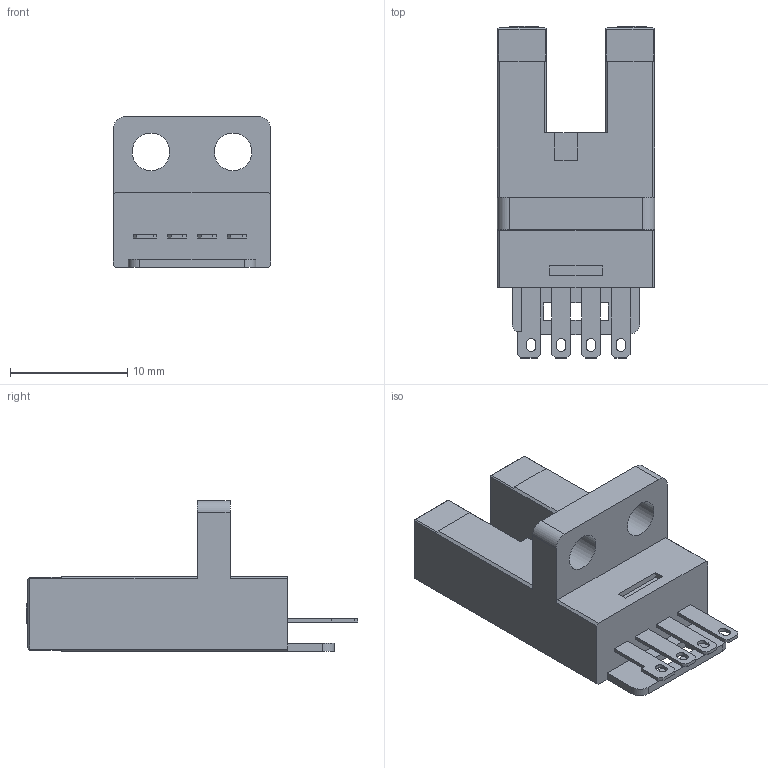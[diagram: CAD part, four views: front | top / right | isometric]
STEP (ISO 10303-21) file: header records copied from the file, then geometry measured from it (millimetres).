
FILE_DESCRIPTION(/* description */ (''),/* implementation_level */ '2;1');
FILE_NAME(/* name */ 'KPS-M63C.stp',/* time_stamp */ '2019-08-07T14:20:38+09:00',/* author */ ('사용자'),/* organization */ (''),/* preprocessor_version */ 'ST-DEVELOPER v16.1',/* originating_system */ 'Autodesk Inventor 2016',/* authorisation */ '');
FILE_SCHEMA (('CONFIG_CONTROL_DESIGN'));
Length unit declared in the file: millimetre
Products named in the file (1): KPS-M63C
Bounding box: 13.4 x 28.3 x 12.85 mm (x, y, z)
Volume: 1826.8 mm3; surface area: 1481.9 mm2
Topology: 1 solids, 1 shells, 134 faces, 372 edges, 248 vertices
Faces by surface type: plane 120, cylinder 14
Full cylindrical faces by diameter (mm): 3.2 x2
Entity records: 4319 total; most frequent: CARTESIAN_POINT 753, ORIENTED_EDGE 740, DIRECTION 668, EDGE_CURVE 370, LINE 342, VECTOR 342, VERTEX_POINT 248, AXIS2_PLACEMENT_3D 163
